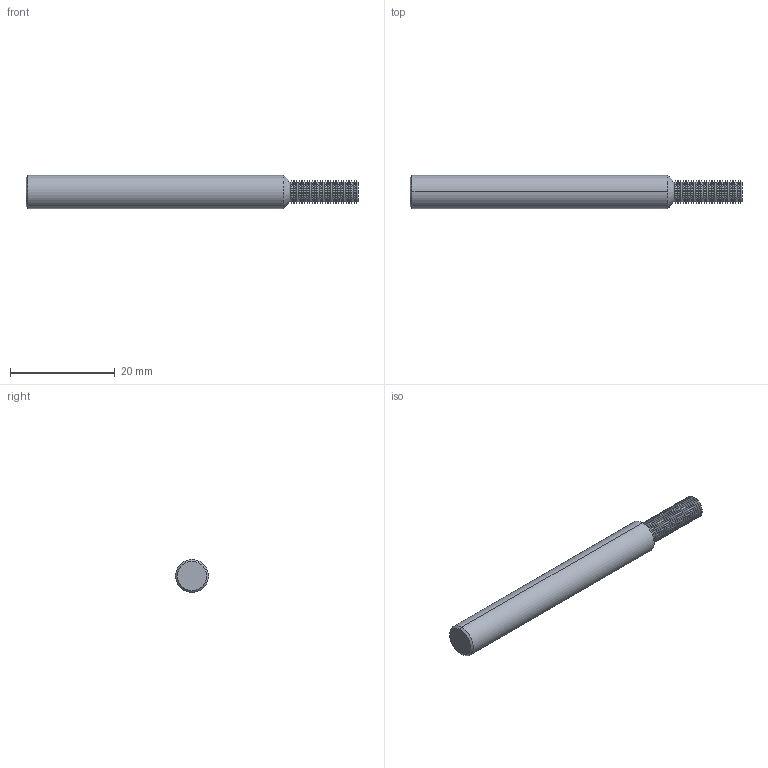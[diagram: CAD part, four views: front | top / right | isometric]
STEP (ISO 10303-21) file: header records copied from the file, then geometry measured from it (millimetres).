
FILE_DESCRIPTION (( 'STEP AP203' ), '1' );
FILE_NAME ('TM6-.5MM-H.STEP', '2021-11-02T18:34:08', ( '' ), ( '' ), 'SwSTEP 2.0', 'SolidWorks 2020', '' );
FILE_SCHEMA (( 'CONFIG_CONTROL_DESIGN' ));
Length unit declared in the file: inch
Products named in the file (1): TM6-.5MM-H
Bounding box: 63.5 x 6.34 x 6.34 mm (x, y, z)
Volume: 1743.9 mm3; surface area: 1333.5 mm2
Topology: 1 solids, 1 shells, 274 faces, 546 edges, 274 vertices
Faces by surface type: cone 110, torus 106, cylinder 56, plane 2
Entity records: 7029 total; most frequent: DIRECTION 1476, CARTESIAN_POINT 1095, ORIENTED_EDGE 1092, AXIS2_PLACEMENT_3D 655, EDGE_CURVE 546, CIRCLE 380, FACE_OUTER_BOUND 274, EDGE_LOOP 274
